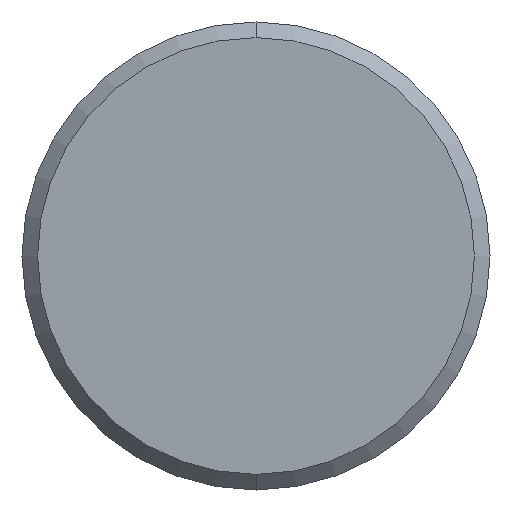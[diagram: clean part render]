
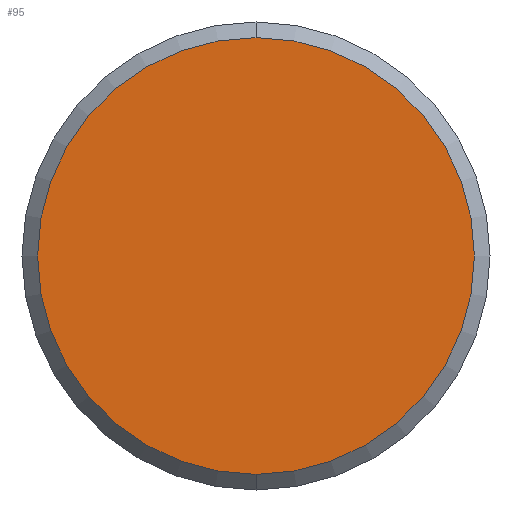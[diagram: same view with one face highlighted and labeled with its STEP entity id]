
A CAD part, front view. The second image highlights one B-rep face of the part: STEP entity #95.
In plain terms, the highlighted planar face has unit normal (0, -1, 0).
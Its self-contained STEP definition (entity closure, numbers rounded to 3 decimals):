
#29 = CARTESIAN_POINT ( 'NONE',  ( 0., 0., 0. ) ) ;
#33 = CARTESIAN_POINT ( 'NONE',  ( 0., 0., -2.8 ) ) ;
#42 = CARTESIAN_POINT ( 'NONE',  ( 0., 0., 0. ) ) ;
#43 = EDGE_LOOP ( 'NONE', ( #109, #76 ) ) ;
#44 = DIRECTION ( 'NONE',  ( 0., 0., 1. ) ) ;
#53 = EDGE_CURVE ( 'Defeature ausgef�hrt1_2+Defeature ausgef�hrt1_3+Defeature ausgef�hrt1_3+Defeature ausgef�hrt1_3', #186, #164, #96, .T. ) ;
#60 = DIRECTION ( 'NONE',  ( 0., -1., 0. ) ) ;
#72 = DIRECTION ( 'NONE',  ( 0., 1., 0. ) ) ;
#74 = AXIS2_PLACEMENT_3D ( 'NONE', #29, #60, #44 ) ;
#75 = DIRECTION ( 'NONE',  ( 0., 0., 1. ) ) ;
#76 = ORIENTED_EDGE ( 'NONE', *, *, #53, .T. ) ;
#95 = ADVANCED_FACE ( 'Defeature ausgef�hrt1_2', ( #115 ), #153, .F. ) ;
#96 = CIRCLE ( 'NONE', #114, 2.8 ) ;
#109 = ORIENTED_EDGE ( 'NONE', *, *, #118, .T. ) ;
#114 = AXIS2_PLACEMENT_3D ( 'NONE', #42, #151, #75 ) ;
#115 = FACE_OUTER_BOUND ( 'NONE', #43, .T. ) ;
#118 = EDGE_CURVE ( 'Defeature ausgef�hrt1_2+Defeature ausgef�hrt1_3+Defeature ausgef�hrt1_3+Defeature ausgef�hrt1_3', #164, #186, #175, .T. ) ;
#137 = DIRECTION ( 'NONE',  ( 0., 0., 1. ) ) ;
#151 = DIRECTION ( 'NONE',  ( 0., -1., 0. ) ) ;
#153 = PLANE ( 'NONE',  #158 ) ;
#156 = CARTESIAN_POINT ( 'NONE',  ( 0., 0., 0. ) ) ;
#158 = AXIS2_PLACEMENT_3D ( 'NONE', #156, #72, #137 ) ;
#164 = VERTEX_POINT ( 'NONE', #184 ) ;
#175 = CIRCLE ( 'NONE', #74, 2.8 ) ;
#184 = CARTESIAN_POINT ( 'NONE',  ( 0., 0., 2.8 ) ) ;
#186 = VERTEX_POINT ( 'NONE', #33 ) ;
